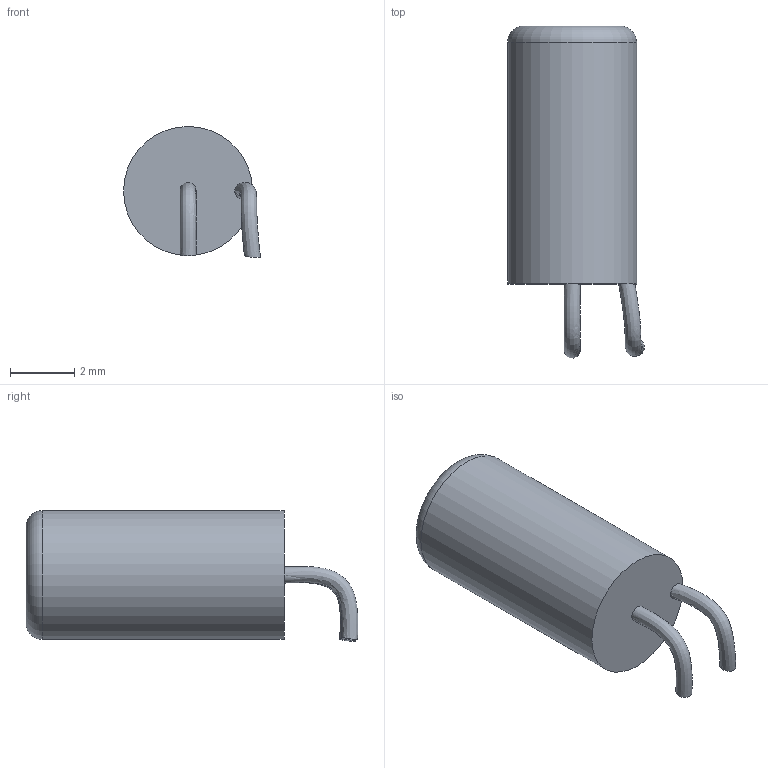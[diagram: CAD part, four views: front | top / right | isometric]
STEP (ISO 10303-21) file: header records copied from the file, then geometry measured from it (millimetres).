
FILE_DESCRIPTION(/* description */ (''),/* implementation_level */ '2;1');
FILE_NAME(/* name */ 'BT407_model.step',/* time_stamp */ '2019-07-17T15:36:13+08:00',/* author */ (''),/* organization */ (''),/* preprocessor_version */ 'ST-DEVELOPER v18',/* originating_system */ 'Autodesk Translation Framework v8.2.0.1029',/* authorisation */ '');
FILE_SCHEMA (('AUTOMOTIVE_DESIGN { 1 0 10303 214 3 1 1 }'));
Length unit declared in the file: millimetre
Products named in the file (1): Untitled
Bounding box: 4.24 x 10.29 x 4.06 mm (x, y, z)
Volume: 101.3 mm3; surface area: 134 mm2
Topology: 1 solids, 1 shells, 8 faces, 13 edges, 9 vertices
Faces by surface type: plane 4, bspline 2, torus 1, cylinder 1
Full cylindrical faces by diameter (mm): 4 x1
Entity records: 542 total; most frequent: CARTESIAN_POINT 361, DIRECTION 31, ORIENTED_EDGE 26, AXIS2_PLACEMENT_3D 15, EDGE_CURVE 13, EDGE_LOOP 10, VERTEX_POINT 9, FACE_OUTER_BOUND 8
